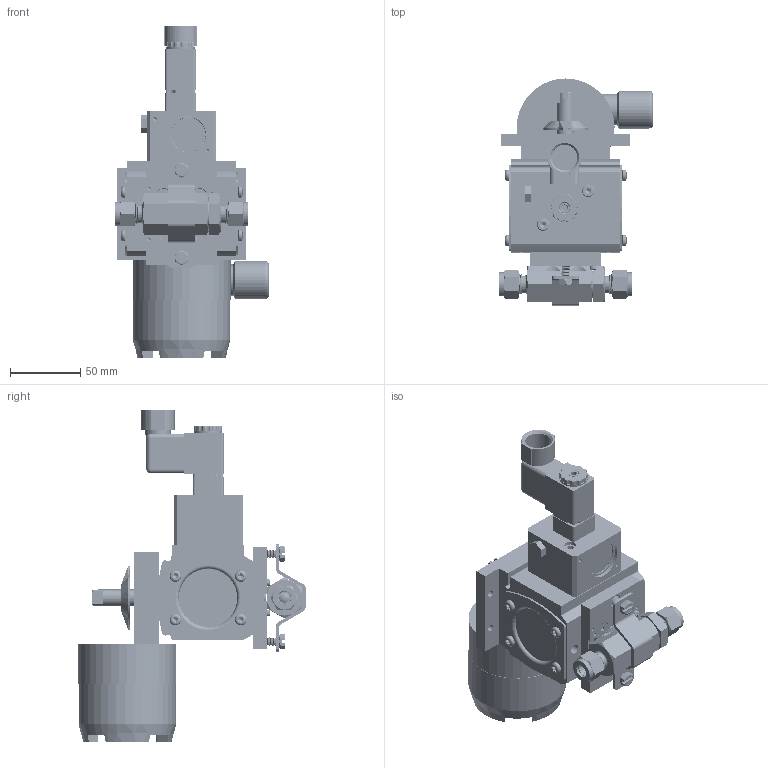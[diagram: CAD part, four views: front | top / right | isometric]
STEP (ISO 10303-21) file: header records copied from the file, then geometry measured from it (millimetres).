
FILE_DESCRIPTION (( 'STEP AP203' ), '1' );
FILE_NAME ('8204XXC6A512D4GPDCLS.step', '2018-08-30T12:59:20', ( '' ), ( '' ), 'SwSTEP 2.0', 'SolidWorks 2018', '' );
FILE_SCHEMA (( 'CONFIG_CONTROL_DESIGN' ));
Products named in the file (1): 8204XXC6A512D4GPDCLS
Bounding box: 109.22 x 161.26 x 235.76 mm (x, y, z)
Volume: 621590.7 mm3; surface area: 235760.9 mm2
Topology: 61 solids, 61 shells, 4666 faces, 12067 edges, 7487 vertices
Faces by surface type: cylinder 1987, cone 1391, plane 871, bspline 227, torus 180, sphere 10
Entity records: 224111 total; most frequent: CARTESIAN_POINT 114749, ORIENTED_EDGE 23734, DIRECTION 22790, EDGE_CURVE 11867, AXIS2_PLACEMENT_3D 9081, VERTEX_POINT 7483, EDGE_LOOP 4992, ADVANCED_FACE 4666
